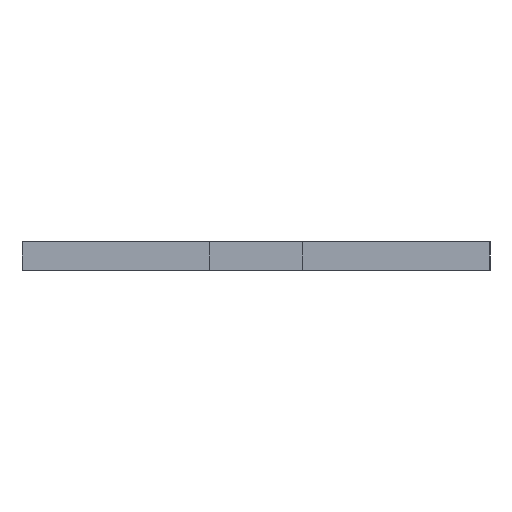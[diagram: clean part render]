
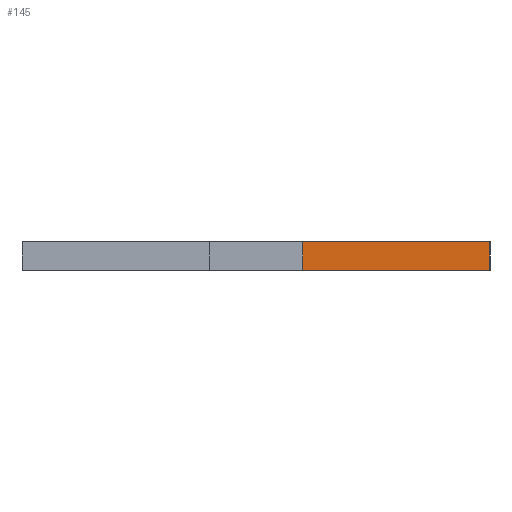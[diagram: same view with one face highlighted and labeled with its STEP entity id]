
A CAD part, left-side view. The second image highlights one B-rep face of the part: STEP entity #145.
In plain terms, the highlighted planar face has unit normal (-1, 0, 0).
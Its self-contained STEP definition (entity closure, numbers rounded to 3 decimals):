
#46 = VERTEX_POINT ( 'NONE', #1386 ) ;
#68 = VECTOR ( 'NONE', #562, 1000. ) ;
#82 = CARTESIAN_POINT ( 'NONE',  ( 0., 20., 3.001 ) ) ;
#114 = ORIENTED_EDGE ( 'NONE', *, *, #517, .F. ) ;
#145 = ADVANCED_FACE ( 'NONE', ( #548 ), #1122, .F. ) ;
#184 = DIRECTION ( 'NONE',  ( 1., 0., 0. ) ) ;
#187 = AXIS2_PLACEMENT_3D ( 'NONE', #529, #184, #1008 ) ;
#304 = CARTESIAN_POINT ( 'NONE',  ( 0., 0., 3. ) ) ;
#367 = VERTEX_POINT ( 'NONE', #379 ) ;
#379 = CARTESIAN_POINT ( 'NONE',  ( 0., 20., 3. ) ) ;
#487 = VECTOR ( 'NONE', #1553, 1000. ) ;
#517 = EDGE_CURVE ( 'NONE', #367, #1240, #1134, .T. ) ;
#529 = CARTESIAN_POINT ( 'NONE',  ( 0., 0., 3. ) ) ;
#533 = CARTESIAN_POINT ( 'NONE',  ( 0., 0., 3. ) ) ;
#548 = FACE_OUTER_BOUND ( 'NONE', #866, .T. ) ;
#562 = DIRECTION ( 'NONE',  ( 0., 0., -1. ) ) ;
#590 = VECTOR ( 'NONE', #1408, 1000. ) ;
#638 = CARTESIAN_POINT ( 'NONE',  ( 0., 20., 0. ) ) ;
#639 = VERTEX_POINT ( 'NONE', #638 ) ;
#649 = LINE ( 'NONE', #533, #590 ) ;
#685 = EDGE_CURVE ( 'NONE', #1240, #46, #649, .T. ) ;
#837 = EDGE_CURVE ( 'NONE', #639, #46, #1297, .T. ) ;
#866 = EDGE_LOOP ( 'NONE', ( #114, #929, #1222, #1230 ) ) ;
#889 = EDGE_CURVE ( 'NONE', #367, #639, #1041, .T. ) ;
#929 = ORIENTED_EDGE ( 'NONE', *, *, #889, .T. ) ;
#1008 = DIRECTION ( 'NONE',  ( 0., 0., -1. ) ) ;
#1041 = LINE ( 'NONE', #82, #68 ) ;
#1122 = PLANE ( 'NONE',  #187 ) ;
#1134 = LINE ( 'NONE', #1266, #1148 ) ;
#1148 = VECTOR ( 'NONE', #1525, 1000. ) ;
#1164 = CARTESIAN_POINT ( 'NONE',  ( 0., 0., 0. ) ) ;
#1222 = ORIENTED_EDGE ( 'NONE', *, *, #837, .T. ) ;
#1230 = ORIENTED_EDGE ( 'NONE', *, *, #685, .F. ) ;
#1240 = VERTEX_POINT ( 'NONE', #304 ) ;
#1266 = CARTESIAN_POINT ( 'NONE',  ( 0., 0., 3. ) ) ;
#1297 = LINE ( 'NONE', #1164, #487 ) ;
#1386 = CARTESIAN_POINT ( 'NONE',  ( 0., 0., 0. ) ) ;
#1408 = DIRECTION ( 'NONE',  ( 0., 0., -1. ) ) ;
#1525 = DIRECTION ( 'NONE',  ( 0., -1., 0. ) ) ;
#1553 = DIRECTION ( 'NONE',  ( 0., -1., 0. ) ) ;
